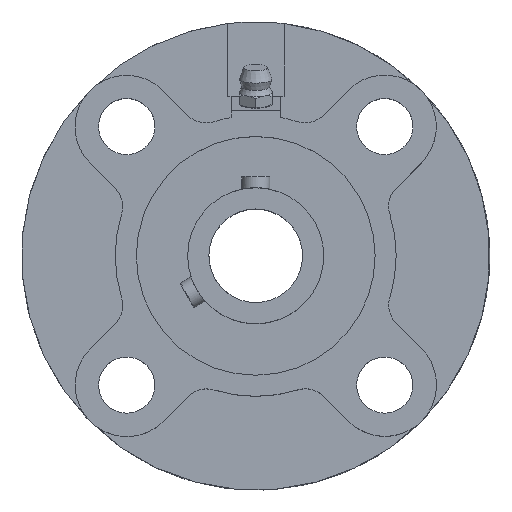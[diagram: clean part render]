
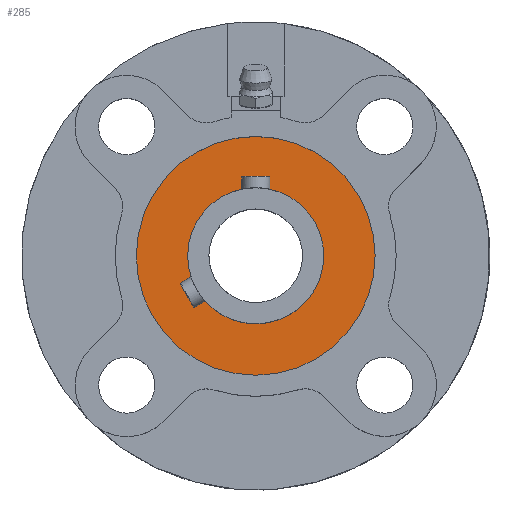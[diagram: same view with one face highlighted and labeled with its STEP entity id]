
A CAD part, top view. The second image highlights one B-rep face of the part: STEP entity #285.
In plain terms, the highlighted planar face has unit normal (0, 0, 1).
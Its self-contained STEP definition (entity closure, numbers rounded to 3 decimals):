
#285 = ADVANCED_FACE( '', ( #624, #625 ), #626, .T. );
#624 = FACE_BOUND( '', #997, .T. );
#625 = FACE_OUTER_BOUND( '', #998, .T. );
#626 = PLANE( '', #999 );
#997 = EDGE_LOOP( '', ( #1696 ) );
#998 = EDGE_LOOP( '', ( #1697 ) );
#999 = AXIS2_PLACEMENT_3D( '', #1698, #1699, #1700 );
#1696 = ORIENTED_EDGE( '', *, *, #2101, .F. );
#1697 = ORIENTED_EDGE( '', *, *, #2251, .T. );
#1698 = CARTESIAN_POINT( '', ( 0., 0., 16.4 ) );
#1699 = DIRECTION( '', ( 0., 0., 1. ) );
#1700 = DIRECTION( '', ( 1., 0., 0. ) );
#2101 = EDGE_CURVE( '', #2500, #2500, #2501, .T. );
#2251 = EDGE_CURVE( '', #2720, #2720, #2721, .T. );
#2500 = VERTEX_POINT( '', #3300 );
#2501 = CIRCLE( '', #3301, 14.53 );
#2720 = VERTEX_POINT( '', #3694 );
#2721 = CIRCLE( '', #3695, 25.5 );
#3300 = CARTESIAN_POINT( '', ( 14.53, 0., 16.4 ) );
#3301 = AXIS2_PLACEMENT_3D( '', #3924, #3925, #3926 );
#3694 = CARTESIAN_POINT( '', ( 25.5, 0., 16.4 ) );
#3695 = AXIS2_PLACEMENT_3D( '', #4113, #4114, #4115 );
#3924 = CARTESIAN_POINT( '', ( 0., 0., 16.4 ) );
#3925 = DIRECTION( '', ( 0., 0., 1. ) );
#3926 = DIRECTION( '', ( 1., 0., 0. ) );
#4113 = CARTESIAN_POINT( '', ( 0., 0., 16.4 ) );
#4114 = DIRECTION( '', ( 0., 0., 1. ) );
#4115 = DIRECTION( '', ( 1., 0., 0. ) );
